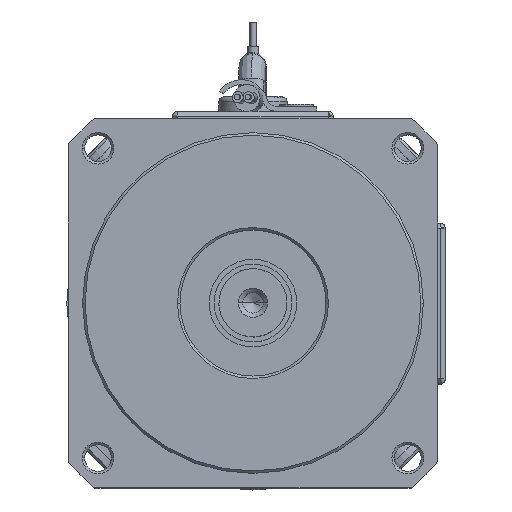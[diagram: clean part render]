
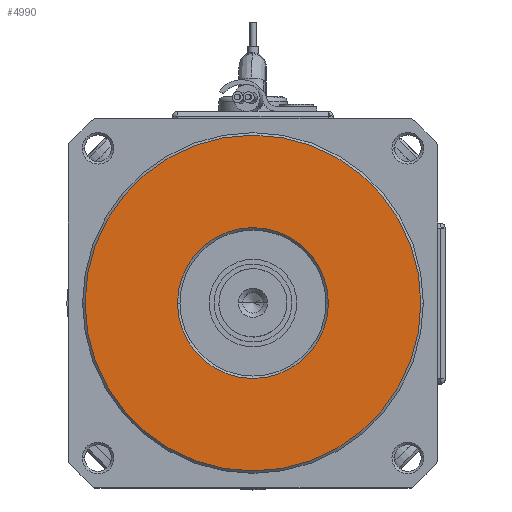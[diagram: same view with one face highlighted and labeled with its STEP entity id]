
A CAD part, top view. The second image highlights one B-rep face of the part: STEP entity #4990.
In plain terms, the highlighted planar face has unit normal (0, 0, 1).
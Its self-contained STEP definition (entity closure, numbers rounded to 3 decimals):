
#1161 = DIRECTION ( 'NONE',  ( 0., 0., 1. ) ) ;
#1184 = AXIS2_PLACEMENT_3D ( 'NONE', #16837, #13276, #20768 ) ;
#1368 = VERTEX_POINT ( 'NONE', #12069 ) ;
#2632 = FACE_BOUND ( 'NONE', #13274, .T. ) ;
#2707 = ORIENTED_EDGE ( 'NONE', *, *, #15934, .T. ) ;
#4790 = AXIS2_PLACEMENT_3D ( 'NONE', #11996, #17388, #9806 ) ;
#4990 = ADVANCED_FACE ( 'Defeature ausgef�hrt1_0', ( #21867, #2632 ), #8511, .T. ) ;
#5571 = ORIENTED_EDGE ( 'NONE', *, *, #18872, .T. ) ;
#7441 = VERTEX_POINT ( 'NONE', #10457 ) ;
#8245 = CIRCLE ( 'NONE', #8796, 34.5 ) ;
#8511 = PLANE ( 'NONE',  #20012 ) ;
#8796 = AXIS2_PLACEMENT_3D ( 'NONE', #19820, #17615, #17736 ) ;
#9806 = DIRECTION ( 'NONE',  ( 1., 0., 0. ) ) ;
#10457 = CARTESIAN_POINT ( 'NONE',  ( 34.5, 0., 20. ) ) ;
#10739 = ORIENTED_EDGE ( 'NONE', *, *, #16910, .T. ) ;
#11210 = EDGE_LOOP ( 'NONE', ( #5571, #15787 ) ) ;
#11996 = CARTESIAN_POINT ( 'NONE',  ( 0., 0., 20. ) ) ;
#12069 = CARTESIAN_POINT ( 'NONE',  ( 15.5, 0., 20. ) ) ;
#12626 = CIRCLE ( 'NONE', #4790, 34.5 ) ;
#13274 = EDGE_LOOP ( 'NONE', ( #10739, #2707 ) ) ;
#13276 = DIRECTION ( 'NONE',  ( 0., 0., -1. ) ) ;
#13704 = CIRCLE ( 'NONE', #1184, 15.5 ) ;
#14217 = VERTEX_POINT ( 'NONE', #18504 ) ;
#15250 = CARTESIAN_POINT ( 'NONE',  ( 0., 0., 20. ) ) ;
#15487 = DIRECTION ( 'NONE',  ( 1., 0., 0. ) ) ;
#15787 = ORIENTED_EDGE ( 'NONE', *, *, #20595, .T. ) ;
#15934 = EDGE_CURVE ( 'NONE', #14217, #1368, #13704, .T. ) ;
#16438 = AXIS2_PLACEMENT_3D ( 'NONE', #15250, #21023, #15487 ) ;
#16837 = CARTESIAN_POINT ( 'NONE',  ( 0., 0., 20. ) ) ;
#16910 = EDGE_CURVE ( 'NONE', #1368, #14217, #20381, .T. ) ;
#17388 = DIRECTION ( 'NONE',  ( 0., 0., 1. ) ) ;
#17615 = DIRECTION ( 'NONE',  ( 0., 0., 1. ) ) ;
#17736 = DIRECTION ( 'NONE',  ( 1., 0., 0. ) ) ;
#18504 = CARTESIAN_POINT ( 'NONE',  ( -15.5, 0., 20. ) ) ;
#18872 = EDGE_CURVE ( 'NONE', #19022, #7441, #12626, .T. ) ;
#19022 = VERTEX_POINT ( 'NONE', #21793 ) ;
#19820 = CARTESIAN_POINT ( 'NONE',  ( 0., 0., 20. ) ) ;
#20012 = AXIS2_PLACEMENT_3D ( 'NONE', #21745, #1161, #21376 ) ;
#20381 = CIRCLE ( 'NONE', #16438, 15.5 ) ;
#20595 = EDGE_CURVE ( 'NONE', #7441, #19022, #8245, .T. ) ;
#20768 = DIRECTION ( 'NONE',  ( 1., 0., 0. ) ) ;
#21023 = DIRECTION ( 'NONE',  ( 0., 0., -1. ) ) ;
#21376 = DIRECTION ( 'NONE',  ( 1., 0., 0. ) ) ;
#21745 = CARTESIAN_POINT ( 'NONE',  ( 0., 0., 20. ) ) ;
#21793 = CARTESIAN_POINT ( 'NONE',  ( -34.5, 0., 20. ) ) ;
#21867 = FACE_OUTER_BOUND ( 'NONE', #11210, .T. ) ;
